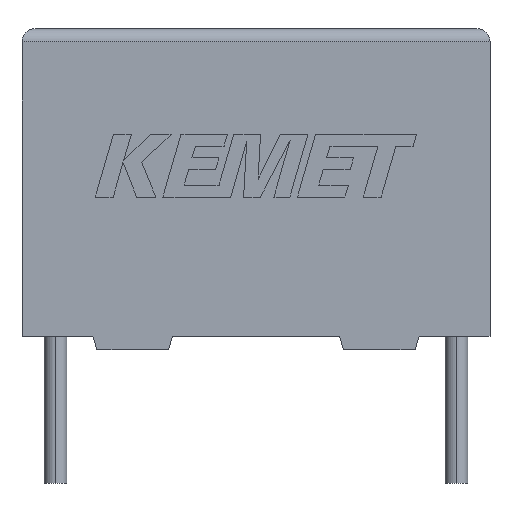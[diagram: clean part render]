
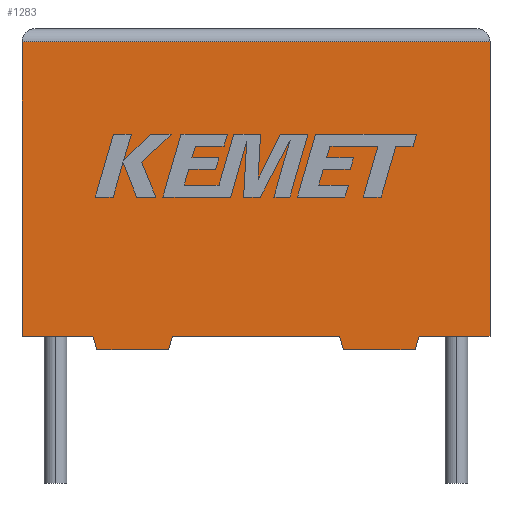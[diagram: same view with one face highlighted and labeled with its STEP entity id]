
A CAD part, top view. The second image highlights one B-rep face of the part: STEP entity #1283.
In plain terms, the highlighted planar face has unit normal (0, 0, 1).
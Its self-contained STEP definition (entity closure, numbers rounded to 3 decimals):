
#92 = VECTOR ( 'NONE', #786, 1000. ) ;
#99 = VERTEX_POINT ( 'NONE', #2606 ) ;
#108 = DIRECTION ( 'NONE',  ( 1., 0., 0. ) ) ;
#118 = DIRECTION ( 'NONE',  ( 1., 0., 0. ) ) ;
#159 = LINE ( 'NONE', #448, #3103 ) ;
#207 = LINE ( 'NONE', #917, #871 ) ;
#221 = VECTOR ( 'NONE', #699, 1000. ) ;
#268 = EDGE_CURVE ( 'NONE', #909, #913, #1661, .T. ) ;
#278 = LINE ( 'NONE', #504, #2848 ) ;
#302 = ORIENTED_EDGE ( 'NONE', *, *, #904, .T. ) ;
#360 = LINE ( 'NONE', #1348, #397 ) ;
#371 = VERTEX_POINT ( 'NONE', #2517 ) ;
#374 = DIRECTION ( 'NONE',  ( 0.287, -0.958, 0. ) ) ;
#397 = VECTOR ( 'NONE', #108, 1000. ) ;
#405 = CARTESIAN_POINT ( 'NONE',  ( 0., 0., 6. ) ) ;
#448 = CARTESIAN_POINT ( 'NONE',  ( 0., 11., 6. ) ) ;
#463 = DIRECTION ( 'NONE',  ( -1., 0., 0. ) ) ;
#475 = CARTESIAN_POINT ( 'NONE',  ( 11.873, 0., 6. ) ) ;
#483 = DIRECTION ( 'NONE',  ( 0., 1., 0. ) ) ;
#504 = CARTESIAN_POINT ( 'NONE',  ( 0., 0., 6. ) ) ;
#514 = FACE_OUTER_BOUND ( 'NONE', #1811, .T. ) ;
#526 = VECTOR ( 'NONE', #2306, 1000. ) ;
#546 = CARTESIAN_POINT ( 'NONE',  ( 0., 0., 6. ) ) ;
#646 = CARTESIAN_POINT ( 'NONE',  ( 12.023, -0.5, 6. ) ) ;
#699 = DIRECTION ( 'NONE',  ( 0., -1., 0. ) ) ;
#773 = CARTESIAN_POINT ( 'NONE',  ( 14.7, -0.5, 6. ) ) ;
#786 = DIRECTION ( 'NONE',  ( 1., 0., 0. ) ) ;
#833 = ORIENTED_EDGE ( 'NONE', *, *, #268, .T. ) ;
#871 = VECTOR ( 'NONE', #2212, 1000. ) ;
#893 = EDGE_CURVE ( 'NONE', #3043, #1406, #1238, .T. ) ;
#904 = EDGE_CURVE ( 'NONE', #1024, #1658, #278, .T. ) ;
#909 = VERTEX_POINT ( 'NONE', #1026 ) ;
#913 = VERTEX_POINT ( 'NONE', #1753 ) ;
#917 = CARTESIAN_POINT ( 'NONE',  ( 5.478, -0.5, 6. ) ) ;
#922 = VERTEX_POINT ( 'NONE', #2712 ) ;
#973 = ORIENTED_EDGE ( 'NONE', *, *, #1719, .T. ) ;
#1007 = DIRECTION ( 'NONE',  ( -1., 0., 0. ) ) ;
#1024 = VERTEX_POINT ( 'NONE', #2843 ) ;
#1026 = CARTESIAN_POINT ( 'NONE',  ( 17.5, 0., 6. ) ) ;
#1028 = ORIENTED_EDGE ( 'NONE', *, *, #1083, .T. ) ;
#1048 = DIRECTION ( 'NONE',  ( 0., 0., -1. ) ) ;
#1083 = EDGE_CURVE ( 'NONE', #1306, #371, #360, .T. ) ;
#1091 = VECTOR ( 'NONE', #2754, 1000. ) ;
#1159 = ORIENTED_EDGE ( 'NONE', *, *, #1438, .T. ) ;
#1164 = ORIENTED_EDGE ( 'NONE', *, *, #1971, .T. ) ;
#1238 = LINE ( 'NONE', #773, #2794 ) ;
#1239 = CARTESIAN_POINT ( 'NONE',  ( 0., 0., 6. ) ) ;
#1248 = PLANE ( 'NONE',  #1745 ) ;
#1263 = VERTEX_POINT ( 'NONE', #3247 ) ;
#1283 = ADVANCED_FACE ( 'NONE', ( #514 ), #1248, .F. ) ;
#1306 = VERTEX_POINT ( 'NONE', #2348 ) ;
#1348 = CARTESIAN_POINT ( 'NONE',  ( 2.8, -0.5, 6. ) ) ;
#1406 = VERTEX_POINT ( 'NONE', #646 ) ;
#1415 = CARTESIAN_POINT ( 'NONE',  ( 17.5, 0., 6. ) ) ;
#1438 = EDGE_CURVE ( 'NONE', #1263, #3210, #3160, .T. ) ;
#1599 = LINE ( 'NONE', #2322, #2390 ) ;
#1646 = ORIENTED_EDGE ( 'NONE', *, *, #893, .F. ) ;
#1658 = VERTEX_POINT ( 'NONE', #475 ) ;
#1661 = LINE ( 'NONE', #1415, #2109 ) ;
#1719 = EDGE_CURVE ( 'NONE', #371, #1024, #207, .T. ) ;
#1745 = AXIS2_PLACEMENT_3D ( 'NONE', #546, #1048, #2770 ) ;
#1753 = CARTESIAN_POINT ( 'NONE',  ( 17.5, 11., 6. ) ) ;
#1811 = EDGE_LOOP ( 'NONE', ( #833, #3215, #2805, #1159, #1164, #1028, #973, #302, #1923, #1646, #2767, #2252 ) ) ;
#1865 = EDGE_CURVE ( 'NONE', #922, #909, #3034, .T. ) ;
#1923 = ORIENTED_EDGE ( 'NONE', *, *, #3227, .F. ) ;
#1971 = EDGE_CURVE ( 'NONE', #3210, #1306, #1599, .T. ) ;
#2022 = CARTESIAN_POINT ( 'NONE',  ( 14.85, 0., 6. ) ) ;
#2045 = LINE ( 'NONE', #2795, #526 ) ;
#2070 = EDGE_CURVE ( 'NONE', #99, #1263, #2908, .T. ) ;
#2109 = VECTOR ( 'NONE', #483, 1000. ) ;
#2180 = CARTESIAN_POINT ( 'NONE',  ( 14.7, -0.5, 6. ) ) ;
#2212 = DIRECTION ( 'NONE',  ( 0.287, 0.958, 0. ) ) ;
#2252 = ORIENTED_EDGE ( 'NONE', *, *, #1865, .T. ) ;
#2274 = DIRECTION ( 'NONE',  ( 1., 0., 0. ) ) ;
#2306 = DIRECTION ( 'NONE',  ( -0.287, 0.958, 0. ) ) ;
#2322 = CARTESIAN_POINT ( 'NONE',  ( 2.65, 0., 6. ) ) ;
#2348 = CARTESIAN_POINT ( 'NONE',  ( 2.8, -0.5, 6. ) ) ;
#2390 = VECTOR ( 'NONE', #374, 1000. ) ;
#2492 = EDGE_CURVE ( 'NONE', #913, #99, #159, .T. ) ;
#2517 = CARTESIAN_POINT ( 'NONE',  ( 5.478, -0.5, 6. ) ) ;
#2526 = CARTESIAN_POINT ( 'NONE',  ( 2.65, 0., 6. ) ) ;
#2606 = CARTESIAN_POINT ( 'NONE',  ( 0., 11., 6. ) ) ;
#2693 = EDGE_CURVE ( 'NONE', #922, #3043, #2816, .T. ) ;
#2712 = CARTESIAN_POINT ( 'NONE',  ( 14.85, 0., 6. ) ) ;
#2754 = DIRECTION ( 'NONE',  ( -0.287, -0.958, 0. ) ) ;
#2767 = ORIENTED_EDGE ( 'NONE', *, *, #2693, .F. ) ;
#2770 = DIRECTION ( 'NONE',  ( -1., 0., 0. ) ) ;
#2794 = VECTOR ( 'NONE', #1007, 1000. ) ;
#2795 = CARTESIAN_POINT ( 'NONE',  ( 12.023, -0.5, 6. ) ) ;
#2805 = ORIENTED_EDGE ( 'NONE', *, *, #2070, .T. ) ;
#2816 = LINE ( 'NONE', #2022, #1091 ) ;
#2843 = CARTESIAN_POINT ( 'NONE',  ( 5.628, 0., 6. ) ) ;
#2848 = VECTOR ( 'NONE', #2274, 1000. ) ;
#2908 = LINE ( 'NONE', #3184, #221 ) ;
#3021 = VECTOR ( 'NONE', #118, 1000. ) ;
#3034 = LINE ( 'NONE', #1239, #92 ) ;
#3043 = VERTEX_POINT ( 'NONE', #2180 ) ;
#3103 = VECTOR ( 'NONE', #463, 1000. ) ;
#3160 = LINE ( 'NONE', #405, #3021 ) ;
#3184 = CARTESIAN_POINT ( 'NONE',  ( 0., 0., 6. ) ) ;
#3210 = VERTEX_POINT ( 'NONE', #2526 ) ;
#3215 = ORIENTED_EDGE ( 'NONE', *, *, #2492, .T. ) ;
#3227 = EDGE_CURVE ( 'NONE', #1406, #1658, #2045, .T. ) ;
#3247 = CARTESIAN_POINT ( 'NONE',  ( 0., 0., 6. ) ) ;
